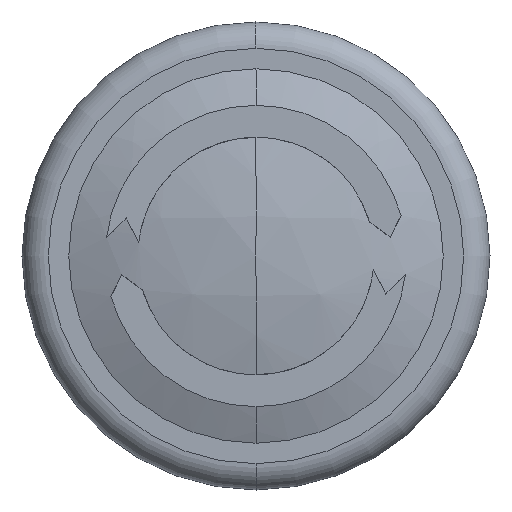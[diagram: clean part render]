
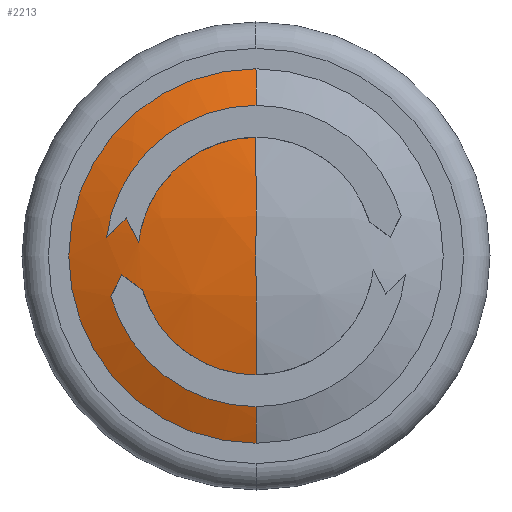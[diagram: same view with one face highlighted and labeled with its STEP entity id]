
A CAD part, left-side view. The second image highlights one B-rep face of the part: STEP entity #2213.
In plain terms, the highlighted spherical face has radius 41.302 mm.
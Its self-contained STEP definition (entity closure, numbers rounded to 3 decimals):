
#1719=CARTESIAN_POINT('POINT2256',(-31.351,
   11.086,3.251));
#1720=VERTEX_POINT('VERTEX2256',#1719);
#1721=CARTESIAN_POINT('POINT2257',(-30.942,12.776,
   1.577));
#1722=VERTEX_POINT('VERTEX2257',#1721);
#1723=CARTESIAN_POINT('POS3565',(8.303,
   7.115,7.184));
#1724=DIRECTION('DIR5517',(0.,-0.704,
   -0.71));
#1725=DIRECTION('DIR5518',(0.,-0.71,
   0.704));
#1726=AXIS2_PLACEMENT_3D('AXIS1953',#1723,#1724,#1725);
#1727=CIRCLE('ELLIPSE997',#1726,40.046);
#1728=EDGE_CURVE('EDGE3407',#1720,#1722,#1727,.T.);
#1752=CARTESIAN_POINT('POINT2259',(-31.75,
   10.02,1.144));
#1753=VERTEX_POINT('VERTEX2259',#1752);
#1754=CARTESIAN_POINT('POS3569',(8.303,
   7.517,-3.803));
#1755=DIRECTION('DIR5523',(0.,0.892,
   -0.451));
#1756=DIRECTION('DIR5524',(0.,-0.451,
   -0.892));
#1757=AXIS2_PLACEMENT_3D('AXIS1955',#1754,#1755,#1756);
#1758=CIRCLE('ELLIPSE998',#1757,40.434);
#1759=EDGE_CURVE('EDGE3410',#1753,#1720,#1758,.T.);
#1784=CARTESIAN_POINT('POINT2261',(-31.34,
   11.484,-1.577));
#1785=VERTEX_POINT('VERTEX2261',#1784);
#1786=CARTESIAN_POINT('POINT2262',(-31.736,
   9.716,-2.898));
#1787=VERTEX_POINT('VERTEX2262',#1786);
#1788=CARTESIAN_POINT('POS3573',(8.303,
   4.871,-6.518));
#1789=DIRECTION('DIR5529',(0.,-0.599
   ,0.801));
#1790=DIRECTION('DIR5530',(0.,0.801,
   0.599));
#1791=AXIS2_PLACEMENT_3D('AXIS1957',#1788,#1789,#1790);
#1792=CIRCLE('ELLIPSE999',#1791,40.493);
#1793=EDGE_CURVE('EDGE3413',#1785,#1787,#1792,.T.);
#1825=CARTESIAN_POINT('POINT2265',(-30.942,12.395,
   -3.476));
#1826=VERTEX_POINT('VERTEX2265',#1825);
#1827=CARTESIAN_POINT('POS3578',(8.303,
   8.724,4.182));
#1828=DIRECTION('DIR5536',(0.,0.902,
   0.432));
#1829=DIRECTION('DIR5537',(0.,0.432,
   -0.902));
#1830=AXIS2_PLACEMENT_3D('AXIS1959',#1827,#1828,#1829);
#1831=CIRCLE('ELLIPSE1000',#1830,40.153);
#1832=EDGE_CURVE('EDGE3417',#1826,#1785,#1831,.T.);
#1851=CARTESIAN_POINT('POINT2267',(-30.942,0.
   ,-12.873));
#1852=VERTEX_POINT('VERTEX2267',#1851);
#1853=CARTESIAN_POINT('POS3581',(-30.942,0.,
   0.));
#1854=DIRECTION('DIR5541',(1.,0.,0.));
#1855=DIRECTION('DIR5542',(0.,0.,1.));
#1856=AXIS2_PLACEMENT_3D('AXIS1961',#1853,#1854,#1855);
#1857=CIRCLE('ELLIPSE1001',#1856,12.873);
#1885=EDGE_CURVE('EDGE3423',#1852,#1826,#1857,.T.);
#1944=CARTESIAN_POINT('POINT2272',(-31.736,
   0.,-10.14));
#1945=VERTEX_POINT('VERTEX2272',#1944);
#1946=B_SPLINE_CURVE_WITH_KNOTS('SPLINE_CRV45',3,(#1947,#1948,#1949,
   #1950,#1951,#1952,#1953,#1954,#1955,#1956),.UNSPECIFIED.,.F.,.F.,(4,2
   ,2,2,4),(-1.047,-0.899,
   -0.749,-0.599,-0.556),
   .UNSPECIFIED.);
#1947=CARTESIAN_POINT('',(-31.736,9.716,
   -2.898));
#1948=CARTESIAN_POINT('',(-31.735,9.338,
   -4.176));
#1949=CARTESIAN_POINT('',(-31.734,8.695,
   -5.374));
#1950=CARTESIAN_POINT('',(-31.734,7.117,
   -7.344));
#1951=CARTESIAN_POINT('',(-31.734,6.073,
   -8.241));
#1952=CARTESIAN_POINT('',(-31.734,3.712,
   -9.54));
#1953=CARTESIAN_POINT('',(-31.734,2.394,
   -9.94));
#1954=CARTESIAN_POINT('',(-31.735,0.763,
   -10.12));
#1955=CARTESIAN_POINT('',(-31.735,0.384,
   -10.141));
#1956=CARTESIAN_POINT('',(-31.736,0.,
   -10.14));
#1957=EDGE_CURVE('EDGE3428',#1787,#1945,#1946,.T.);
#1985=CARTESIAN_POINT('POINT2274',(-31.736,
   0.,10.14));
#1986=VERTEX_POINT('VERTEX2274',#1985);
#2016=B_SPLINE_CURVE_WITH_KNOTS('SPLINE_CRV48',3,(#2017,#2018,#2019,
   #2020,#2021,#2022,#2023,#2024,#2025,#2026),.UNSPECIFIED.,.F.,.F.,(4,2
   ,2,2,4),(-0.556,-0.45,
   -0.3,-0.15,0.),.UNSPECIFIED.
   );
#2017=CARTESIAN_POINT('',(-31.736,0.,
   10.14));
#2018=CARTESIAN_POINT('',(-31.736,0.926,
   10.138));
#2019=CARTESIAN_POINT('',(-31.737,1.88,
   10.005));
#2020=CARTESIAN_POINT('',(-31.739,4.089,
   9.363));
#2021=CARTESIAN_POINT('',(-31.74,5.304,
   8.715));
#2022=CARTESIAN_POINT('',(-31.743,7.284,
   7.128));
#2023=CARTESIAN_POINT('',(-31.744,8.182,
   6.084));
#2024=CARTESIAN_POINT('',(-31.747,9.48,
   3.722));
#2025=CARTESIAN_POINT('',(-31.748,9.881,
   2.405));
#2026=CARTESIAN_POINT('',(-31.75,10.02,
   1.144));
#2027=EDGE_CURVE('EDGE3433',#1986,#1753,#2016,.T.);
#2093=CARTESIAN_POINT('POINT2279',(-30.942,0.
   ,12.873));
#2094=VERTEX_POINT('VERTEX2279',#2093);
#2095=CARTESIAN_POINT('POS3603',(-30.942,0.,
   0.));
#2096=DIRECTION('DIR5577',(1.,0.,
   0.));
#2097=DIRECTION('DIR5578',(0.,0.,1.));
#2098=AXIS2_PLACEMENT_3D('AXIS1975',#2095,#2096,#2097);
#2099=CIRCLE('ELLIPSE1008',#2098,12.873);
#2100=EDGE_CURVE('EDGE3439',#1722,#2094,#2099,.T.);
#2157=CARTESIAN_POINT('POINT2282',(-29.775,0.,
   16.));
#2158=VERTEX_POINT('VERTEX2282',#2157);
#2159=CARTESIAN_POINT('POS3609',(8.303,
   0.,0.));
#2160=DIRECTION('DIR5587',(0.,-1.,
   0.));
#2161=DIRECTION('DIR5588',(0.,0.,1.));
#2162=AXIS2_PLACEMENT_3D('AXIS1979',#2159,#2160,#2161);
#2163=CIRCLE('ELLIPSE1010',#2162,41.302);
#2164=EDGE_CURVE('EDGE3445',#2158,#2094,#2163,.T.);
#2165=ORIENTED_EDGE('COEDGE6871',*,*,#2164,.F.);
#2166=CARTESIAN_POINT('POINT2283',(-29.775,0.
   ,-16.));
#2167=VERTEX_POINT('VERTEX2283',#2166);
#2168=CARTESIAN_POINT('POS3610',(-29.775,0.,
   0.));
#2169=DIRECTION('DIR5589',(1.,0.,0.));
#2170=DIRECTION('DIR5590',(0.,0.,
   1.));
#2171=AXIS2_PLACEMENT_3D('AXIS1980',#2168,#2169,#2170);
#2172=CIRCLE('ELLIPSE1011',#2171,16.);
#2173=EDGE_CURVE('EDGE3446',#2167,#2158,#2172,.T.);
#2174=ORIENTED_EDGE('COEDGE6872',*,*,#2173,.F.);
#2175=CARTESIAN_POINT('POS3611',(8.303,
   0.,0.));
#2176=DIRECTION('DIR5591',(0.,-1.,
   0.));
#2177=DIRECTION('DIR5592',(0.,0.,1.));
#2178=AXIS2_PLACEMENT_3D('AXIS1981',#2175,#2176,#2177);
#2179=CIRCLE('ELLIPSE1012',#2178,41.302);
#2180=EDGE_CURVE('EDGE3447',#1852,#2167,#2179,.T.);
#2181=ORIENTED_EDGE('COEDGE6873',*,*,#2180,.F.);
#2182=ORIENTED_EDGE('COEDGE6874',*,*,#1885,.T.);
#2183=ORIENTED_EDGE('COEDGE6875',*,*,#1832,.T.);
#2184=ORIENTED_EDGE('COEDGE6876',*,*,#1793,.T.);
#2185=ORIENTED_EDGE('COEDGE6877',*,*,#1957,.T.);
#2186=CARTESIAN_POINT('POINT2284',(-33.,0.,
   0.));
#2187=VERTEX_POINT('VERTEX2284',#2186);
#2188=CARTESIAN_POINT('POS3612',(8.303,
   0.,0.));
#2189=DIRECTION('DIR5593',(0.,-1.,
   0.));
#2190=DIRECTION('DIR5594',(0.,0.,1.));
#2191=AXIS2_PLACEMENT_3D('AXIS1982',#2188,#2189,#2190);
#2192=CIRCLE('ELLIPSE1013',#2191,41.302);
#2193=EDGE_CURVE('EDGE3448',#2187,#1945,#2192,.T.);
#2194=ORIENTED_EDGE('COEDGE6878',*,*,#2193,.F.);
#2195=CARTESIAN_POINT('POS3613',(8.303,
   0.,0.));
#2196=DIRECTION('DIR5595',(0.,-1.,
   0.));
#2197=DIRECTION('DIR5596',(0.,0.,1.));
#2198=AXIS2_PLACEMENT_3D('AXIS1983',#2195,#2196,#2197);
#2199=CIRCLE('ELLIPSE1014',#2198,41.302);
#2200=EDGE_CURVE('EDGE3449',#1986,#2187,#2199,.T.);
#2201=ORIENTED_EDGE('COEDGE6879',*,*,#2200,.F.);
#2202=ORIENTED_EDGE('COEDGE6880',*,*,#2027,.T.);
#2203=ORIENTED_EDGE('COEDGE6881',*,*,#1759,.T.);
#2204=ORIENTED_EDGE('COEDGE6882',*,*,#1728,.T.);
#2205=ORIENTED_EDGE('COEDGE6883',*,*,#2100,.T.);
#2206=EDGE_LOOP('NONE',(#2165,#2174,#2181,#2182,#2183,#2184,#2185,#2194,
   #2201,#2202,#2203,#2204,#2205));
#2207=FACE_BOUND('LOOP1',#2206,.T.);
#2208=CARTESIAN_POINT('POS3614',(8.303,
   0.,0.));
#2209=DIRECTION('DIR5597',(0.,0.,1.));
#2210=DIRECTION('DIR5598',(1.,0.,0.));
#2211=AXIS2_PLACEMENT_3D('AXIS1984',#2208,#2209,#2210);
#2212=SPHERICAL_SURFACE('SPHERE_SURF12',#2211,41.302);
#2213=ADVANCED_FACE('FACE1323',(#2207),#2212,.T.);
